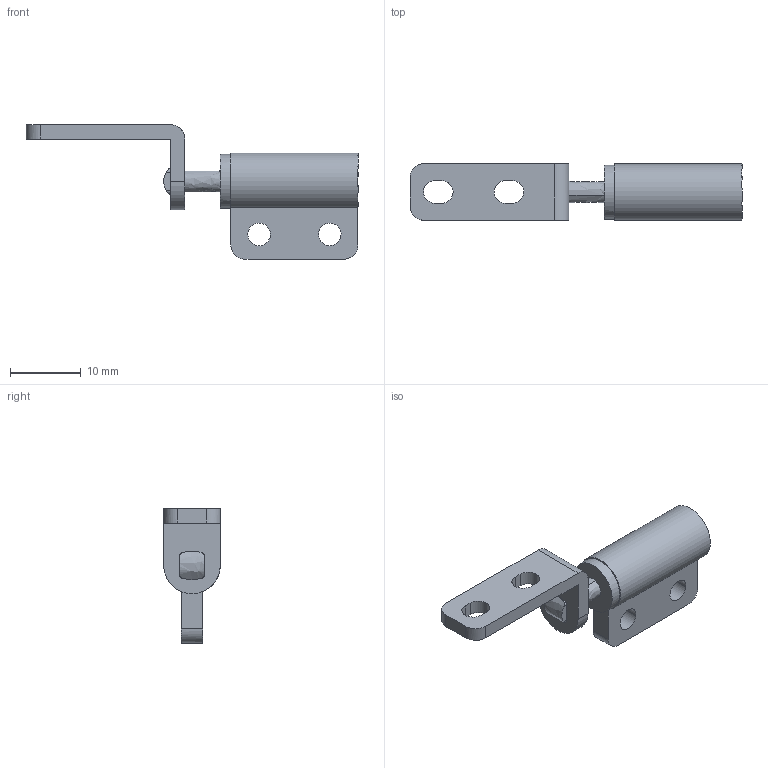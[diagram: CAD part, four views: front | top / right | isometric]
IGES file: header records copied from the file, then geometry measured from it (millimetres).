
Start section: ------------------------------------------------------------------------
Global section: file name: PC013.3132.TH_122_5A_17064.igs; native system: spGate; preprocessor: ver19.8.4 (****-****-****-****); author: Unknown; organization: Unknown; date: 240325.173009; units: millimetre
Bounding box: 47 x 8 x 19 mm (x, y, z)
Volume: 1473.2 mm3; surface area: 2954.5 mm2
Topology: 6 solids, 6 shells, 96 faces, 254 edges, 174 vertices
Faces by surface type: bspline 96
